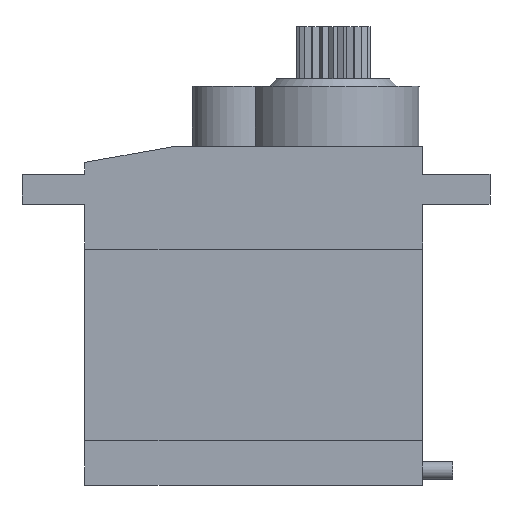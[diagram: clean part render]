
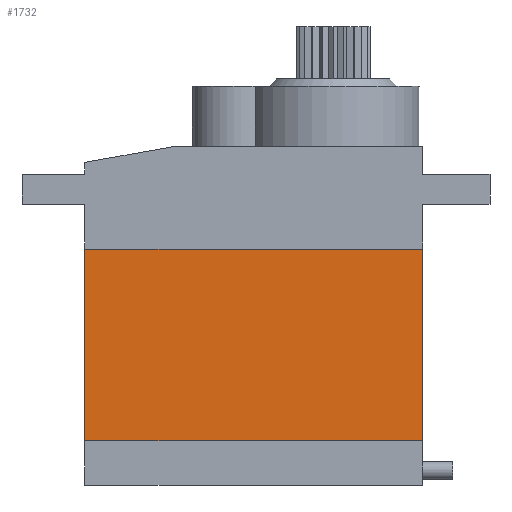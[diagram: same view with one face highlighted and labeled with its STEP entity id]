
A CAD part, left-side view. The second image highlights one B-rep face of the part: STEP entity #1732.
In plain terms, the highlighted planar face has unit normal (-1, 0, 0).
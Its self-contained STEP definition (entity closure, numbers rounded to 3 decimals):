
#77=FACE_OUTER_BOUND('',#175,.T.);
#175=EDGE_LOOP('',(#1159,#1160,#1161,#1162));
#275=LINE('',#2464,#502);
#279=LINE('',#2472,#506);
#284=LINE('',#2481,#511);
#285=LINE('',#2483,#512);
#502=VECTOR('',#1987,10.);
#506=VECTOR('',#1993,10.);
#511=VECTOR('',#2002,10.);
#512=VECTOR('',#2005,10.);
#729=VERTEX_POINT('',#2461);
#730=VERTEX_POINT('',#2463);
#732=VERTEX_POINT('',#2469);
#735=VERTEX_POINT('',#2479);
#895=EDGE_CURVE('',#729,#730,#275,.T.);
#899=EDGE_CURVE('',#732,#729,#279,.T.);
#904=EDGE_CURVE('',#735,#730,#284,.T.);
#905=EDGE_CURVE('',#735,#732,#285,.T.);
#1159=ORIENTED_EDGE('',*,*,#905,.F.);
#1160=ORIENTED_EDGE('',*,*,#904,.T.);
#1161=ORIENTED_EDGE('',*,*,#895,.F.);
#1162=ORIENTED_EDGE('',*,*,#899,.F.);
#1645=PLANE('',#1861);
#1732=ADVANCED_FACE('',(#77),#1645,.T.);
#1861=AXIS2_PLACEMENT_3D('',#2482,#2003,#2004);
#1987=DIRECTION('',(0.,1.,0.));
#1993=DIRECTION('',(0.,0.,-1.));
#2002=DIRECTION('',(0.,0.,-1.));
#2003=DIRECTION('center_axis',(-1.,0.,0.));
#2004=DIRECTION('ref_axis',(0.,1.,0.));
#2005=DIRECTION('',(0.,-1.,0.));
#2461=CARTESIAN_POINT('',(-6.,-6.,-15.8));
#2463=CARTESIAN_POINT('',(-6.,16.6,-15.8));
#2464=CARTESIAN_POINT('',(-6.,-0.425,-15.8));
#2469=CARTESIAN_POINT('',(-6.,-6.,-3.));
#2472=CARTESIAN_POINT('',(-6.,-6.,0.));
#2479=CARTESIAN_POINT('',(-6.,16.6,-3.));
#2481=CARTESIAN_POINT('',(-6.,16.6,0.));
#2482=CARTESIAN_POINT('Origin',(-6.,-6.,0.));
#2483=CARTESIAN_POINT('',(-6.,-0.425,-3.));
